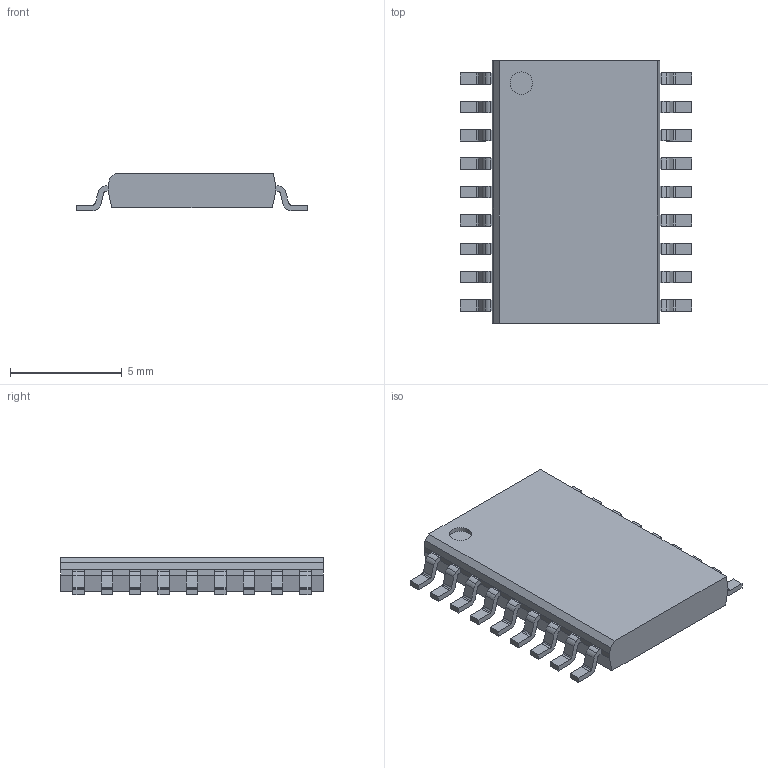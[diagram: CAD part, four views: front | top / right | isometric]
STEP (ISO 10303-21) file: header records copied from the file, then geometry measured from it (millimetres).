
FILE_DESCRIPTION((''),'2;1');
FILE_NAME('SOIC127P1030X265-18N.stp','2009-02-05T15:29:25',(''),(''),'Mechanical Desktop 2006','Mechanical Desktop 2006',', , ');
FILE_SCHEMA(('AUTOMOTIVE_DESIGN { 1 2 10303 214 0 1 1 1 }'));
Length unit declared in the file: millimetre
Products named in the file (1): SOIC127P1030X265-18N
Bounding box: 10.36 x 11.75 x 1.68 mm (x, y, z)
Volume: 138.7 mm3; surface area: 288.4 mm2
Topology: 19 solids, 19 shells, 338 faces, 897 edges, 598 vertices
Faces by surface type: bspline 162, plane 102, cylinder 74
Entity records: 11523 total; most frequent: CARTESIAN_POINT 3328, ORIENTED_EDGE 1794, DIRECTION 1543, EDGE_CURVE 897, VECTOR 605, LINE 605, VERTEX_POINT 598, AXIS2_PLACEMENT_3D 469
